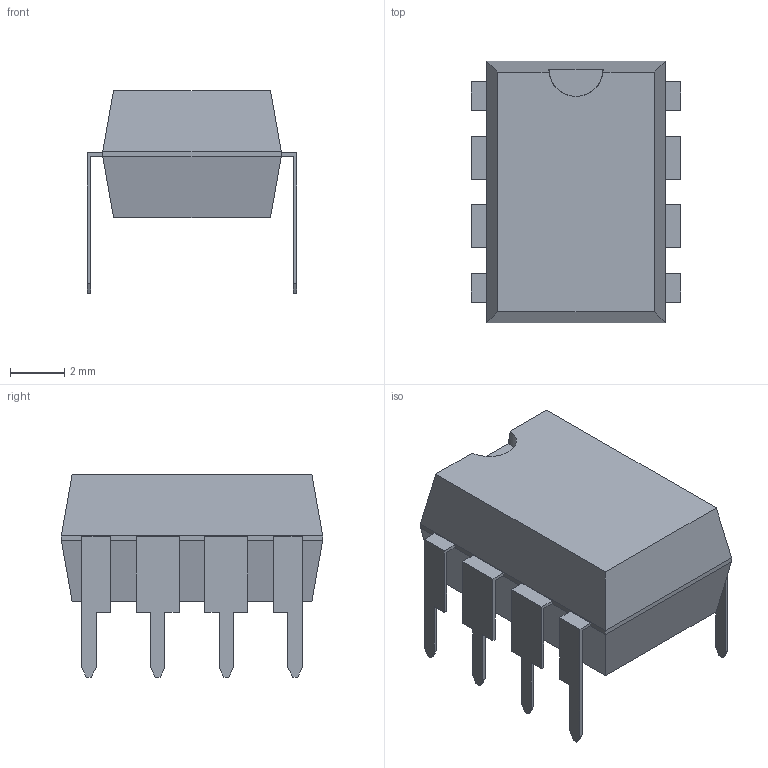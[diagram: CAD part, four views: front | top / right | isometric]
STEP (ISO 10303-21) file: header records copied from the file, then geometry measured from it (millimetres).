
FILE_DESCRIPTION(/* description */ (''),/* implementation_level */ '2;1');
FILE_NAME(/* name */ 'dip_1593659205145.stp',/* time_stamp */ '2020-07-02T03:06:47+00:00',/* author */ (''),/* organization */ (''),/* preprocessor_version */ 'ST-DEVELOPER v18.1',/* originating_system */ 'ASM',/* authorisation */ '');
FILE_SCHEMA (('AUTOMOTIVE_DESIGN { 1 0 10303 214 3 1 1 }'));
Length unit declared in the file: millimetre
Products named in the file (1): dip_1593659205145
Bounding box: 7.74 x 9.66 x 7.48 mm (x, y, z)
Volume: 275.5 mm3; surface area: 350 mm2
Topology: 1 solids, 1 shells, 112 faces, 298 edges, 196 vertices
Faces by surface type: plane 111, cylinder 1
Entity records: 3531 total; most frequent: CARTESIAN_POINT 607, ORIENTED_EDGE 596, DIRECTION 528, EDGE_CURVE 298, LINE 294, VECTOR 294, VERTEX_POINT 196, EDGE_LOOP 120
